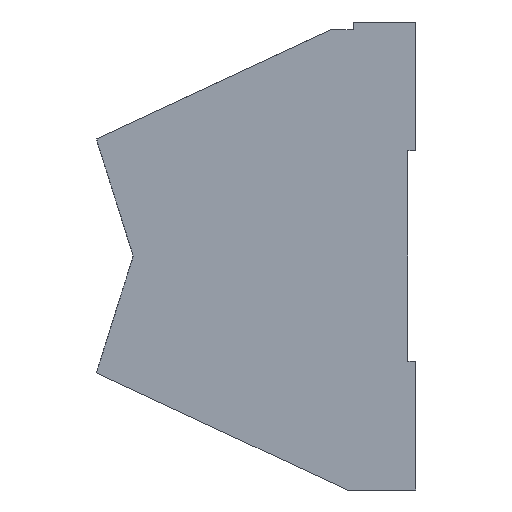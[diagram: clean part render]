
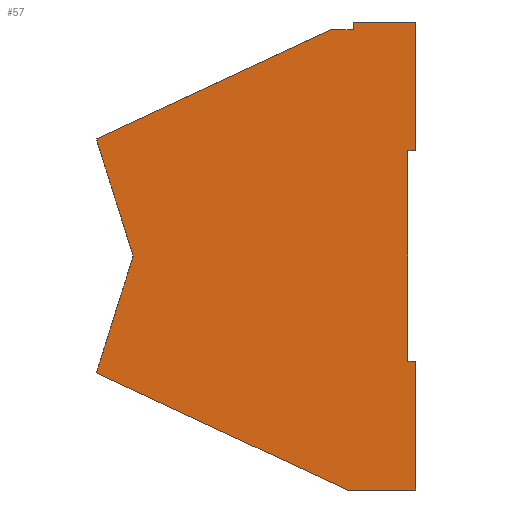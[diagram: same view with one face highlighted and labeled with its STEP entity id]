
A CAD part, left-side view. The second image highlights one B-rep face of the part: STEP entity #57.
In plain terms, the highlighted planar face has unit normal (-1, 0, 0).
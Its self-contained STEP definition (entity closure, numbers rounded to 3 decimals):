
#57 = ADVANCED_FACE( '', ( #132 ), #133, .F. );
#132 = FACE_OUTER_BOUND( '', #226, .T. );
#133 = PLANE( '', #227 );
#226 = EDGE_LOOP( '', ( #334, #335, #336, #337, #338, #339, #340, #341, #342, #343, #344, #345, #346 ) );
#227 = AXIS2_PLACEMENT_3D( '', #347, #348, #349 );
#334 = ORIENTED_EDGE( '', *, *, #595, .F. );
#335 = ORIENTED_EDGE( '', *, *, #596, .F. );
#336 = ORIENTED_EDGE( '', *, *, #597, .F. );
#337 = ORIENTED_EDGE( '', *, *, #598, .F. );
#338 = ORIENTED_EDGE( '', *, *, #599, .F. );
#339 = ORIENTED_EDGE( '', *, *, #600, .F. );
#340 = ORIENTED_EDGE( '', *, *, #585, .F. );
#341 = ORIENTED_EDGE( '', *, *, #601, .F. );
#342 = ORIENTED_EDGE( '', *, *, #602, .F. );
#343 = ORIENTED_EDGE( '', *, *, #603, .F. );
#344 = ORIENTED_EDGE( '', *, *, #604, .F. );
#345 = ORIENTED_EDGE( '', *, *, #575, .F. );
#346 = ORIENTED_EDGE( '', *, *, #605, .F. );
#347 = CARTESIAN_POINT( '', ( 0., 0., 0. ) );
#348 = DIRECTION( '', ( 1., 0., 0. ) );
#349 = DIRECTION( '', ( 0., 0., -1. ) );
#575 = EDGE_CURVE( '', #683, #685, #686, .T. );
#585 = EDGE_CURVE( '', #703, #704, #705, .T. );
#595 = EDGE_CURVE( '', #720, #721, #722, .T. );
#596 = EDGE_CURVE( '', #723, #720, #724, .T. );
#597 = EDGE_CURVE( '', #725, #723, #726, .T. );
#598 = EDGE_CURVE( '', #727, #725, #728, .T. );
#599 = EDGE_CURVE( '', #729, #727, #730, .T. );
#600 = EDGE_CURVE( '', #704, #729, #731, .T. );
#601 = EDGE_CURVE( '', #732, #703, #733, .T. );
#602 = EDGE_CURVE( '', #734, #732, #735, .T. );
#603 = EDGE_CURVE( '', #736, #734, #737, .T. );
#604 = EDGE_CURVE( '', #685, #736, #738, .T. );
#605 = EDGE_CURVE( '', #721, #683, #739, .T. );
#683 = VERTEX_POINT( '', #841 );
#685 = VERTEX_POINT( '', #844 );
#686 = LINE( '', #845, #846 );
#703 = VERTEX_POINT( '', #871 );
#704 = VERTEX_POINT( '', #872 );
#705 = LINE( '', #873, #874 );
#720 = VERTEX_POINT( '', #892 );
#721 = VERTEX_POINT( '', #893 );
#722 = LINE( '', #894, #895 );
#723 = VERTEX_POINT( '', #896 );
#724 = LINE( '', #897, #898 );
#725 = VERTEX_POINT( '', #899 );
#726 = LINE( '', #900, #901 );
#727 = VERTEX_POINT( '', #902 );
#728 = LINE( '', #903, #904 );
#729 = VERTEX_POINT( '', #905 );
#730 = LINE( '', #906, #907 );
#731 = LINE( '', #908, #909 );
#732 = VERTEX_POINT( '', #910 );
#733 = LINE( '', #911, #912 );
#734 = VERTEX_POINT( '', #913 );
#735 = LINE( '', #914, #915 );
#736 = VERTEX_POINT( '', #916 );
#737 = LINE( '', #917, #918 );
#738 = LINE( '', #919, #920 );
#739 = LINE( '', #921, #922 );
#841 = CARTESIAN_POINT( '', ( 0., 0., 6.75 ) );
#844 = CARTESIAN_POINT( '', ( 0., 0.5, 6.75 ) );
#845 = CARTESIAN_POINT( '', ( 0., 0., 6.75 ) );
#846 = VECTOR( '', #1055, 1000. );
#871 = CARTESIAN_POINT( '', ( 0., 4.376, -15. ) );
#872 = CARTESIAN_POINT( '', ( 0., 20.46, -7.5 ) );
#873 = CARTESIAN_POINT( '', ( 0., 4.376, -15. ) );
#874 = VECTOR( '', #1064, 1000. );
#892 = CARTESIAN_POINT( '', ( 0., 4., 15. ) );
#893 = CARTESIAN_POINT( '', ( 0., 0., 15. ) );
#894 = CARTESIAN_POINT( '', ( 0., 4., 15. ) );
#895 = VECTOR( '', #1080, 1000. );
#896 = CARTESIAN_POINT( '', ( 0., 4., 14.5 ) );
#897 = CARTESIAN_POINT( '', ( 0., 4., 14.5 ) );
#898 = VECTOR( '', #1081, 1000. );
#899 = CARTESIAN_POINT( '', ( 0., 5.448, 14.5 ) );
#900 = CARTESIAN_POINT( '', ( 0., 5.448, 14.5 ) );
#901 = VECTOR( '', #1082, 1000. );
#902 = CARTESIAN_POINT( '', ( 0., 20.46, 7.5 ) );
#903 = CARTESIAN_POINT( '', ( 0., 20.46, 7.5 ) );
#904 = VECTOR( '', #1083, 1000. );
#905 = CARTESIAN_POINT( '', ( 0., 18.095, 0. ) );
#906 = CARTESIAN_POINT( '', ( 0., 18.095, 0. ) );
#907 = VECTOR( '', #1084, 1000. );
#908 = CARTESIAN_POINT( '', ( 0., 20.46, -7.5 ) );
#909 = VECTOR( '', #1085, 1000. );
#910 = CARTESIAN_POINT( '', ( 0., 0., -15. ) );
#911 = CARTESIAN_POINT( '', ( 0., 0., -15. ) );
#912 = VECTOR( '', #1086, 1000. );
#913 = CARTESIAN_POINT( '', ( 0., 0., -6.75 ) );
#914 = CARTESIAN_POINT( '', ( 0., 0., -6.75 ) );
#915 = VECTOR( '', #1087, 1000. );
#916 = CARTESIAN_POINT( '', ( 0., 0.5, -6.75 ) );
#917 = CARTESIAN_POINT( '', ( 0., 0.5, -6.75 ) );
#918 = VECTOR( '', #1088, 1000. );
#919 = CARTESIAN_POINT( '', ( 0., 0.5, 6.75 ) );
#920 = VECTOR( '', #1089, 1000. );
#921 = CARTESIAN_POINT( '', ( 0., 0., 15. ) );
#922 = VECTOR( '', #1090, 1000. );
#1055 = DIRECTION( '', ( 0., 1., 0. ) );
#1064 = DIRECTION( '', ( 0., 0.906, 0.423 ) );
#1080 = DIRECTION( '', ( 0., -1., 0. ) );
#1081 = DIRECTION( '', ( 0., 0., 1. ) );
#1082 = DIRECTION( '', ( 0., -1., 0. ) );
#1083 = DIRECTION( '', ( 0., -0.906, 0.423 ) );
#1084 = DIRECTION( '', ( 0., 0.301, 0.954 ) );
#1085 = DIRECTION( '', ( 0., -0.301, 0.954 ) );
#1086 = DIRECTION( '', ( 0., 1., 0. ) );
#1087 = DIRECTION( '', ( 0., 0., -1. ) );
#1088 = DIRECTION( '', ( 0., -1., 0. ) );
#1089 = DIRECTION( '', ( 0., 0., -1. ) );
#1090 = DIRECTION( '', ( 0., 0., -1. ) );
